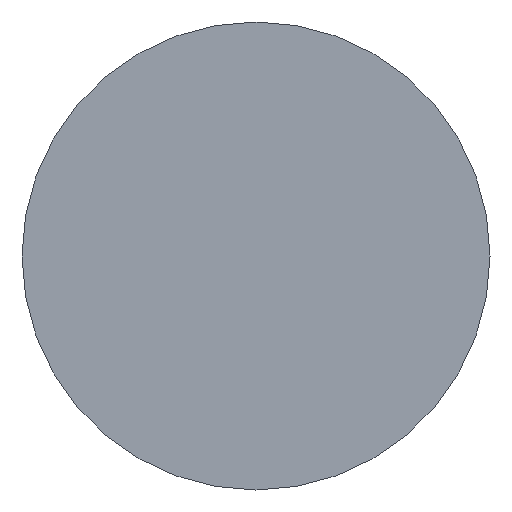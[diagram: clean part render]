
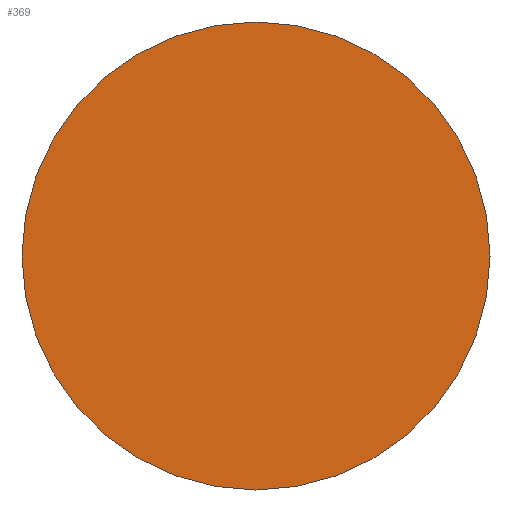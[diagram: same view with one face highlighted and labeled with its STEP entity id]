
A CAD part, front view. The second image highlights one B-rep face of the part: STEP entity #369.
In plain terms, the highlighted planar face has unit normal (0, -1, 0).
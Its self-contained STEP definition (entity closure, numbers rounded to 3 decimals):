
#25=PLANE('',#432);
#44=FACE_OUTER_BOUND('',#64,.T.);
#64=EDGE_LOOP('',(#290,#291));
#125=CIRCLE('',#429,62.734);
#126=CIRCLE('',#430,62.734);
#166=VERTEX_POINT('',#652);
#167=VERTEX_POINT('',#653);
#212=EDGE_CURVE('',#166,#167,#125,.T.);
#213=EDGE_CURVE('',#167,#166,#126,.T.);
#290=ORIENTED_EDGE('',*,*,#212,.T.);
#291=ORIENTED_EDGE('',*,*,#213,.T.);
#369=ADVANCED_FACE('',(#44),#25,.T.);
#429=AXIS2_PLACEMENT_3D('',#654,#531,#532);
#430=AXIS2_PLACEMENT_3D('',#655,#533,#534);
#432=AXIS2_PLACEMENT_3D('',#657,#537,#538);
#531=DIRECTION('center_axis',(0.,-1.,0.));
#532=DIRECTION('ref_axis',(1.,0.,0.));
#533=DIRECTION('center_axis',(0.,-1.,0.));
#534=DIRECTION('ref_axis',(1.,0.,0.));
#537=DIRECTION('center_axis',(0.,-1.,0.));
#538=DIRECTION('ref_axis',(0.,0.,-1.));
#652=CARTESIAN_POINT('',(62.734,0.,0.));
#653=CARTESIAN_POINT('',(0.,0.,62.734));
#654=CARTESIAN_POINT('Origin',(0.,0.,
0.));
#655=CARTESIAN_POINT('Origin',(0.,0.,
0.));
#657=CARTESIAN_POINT('Origin',(0.,0.,0.));
